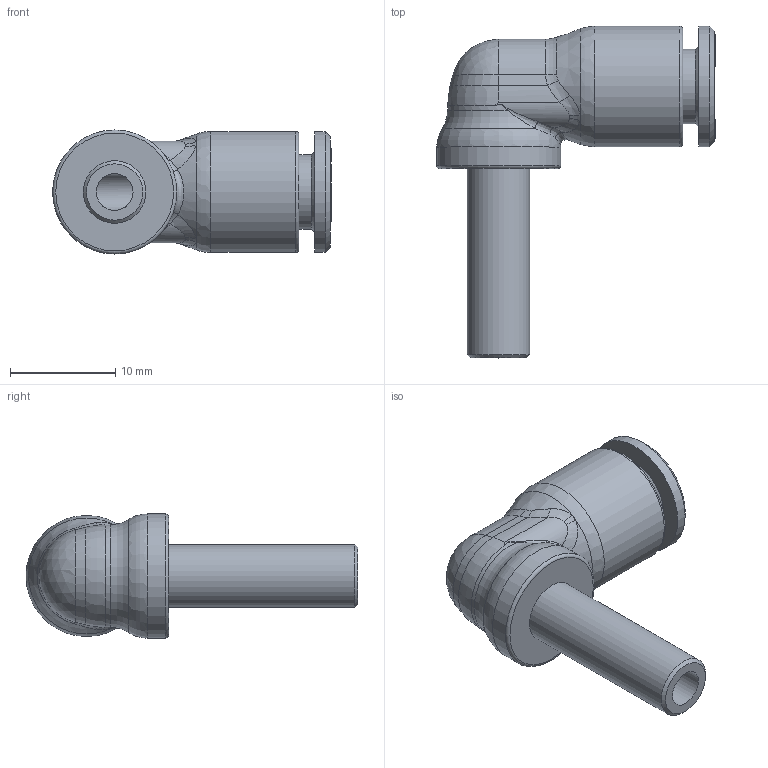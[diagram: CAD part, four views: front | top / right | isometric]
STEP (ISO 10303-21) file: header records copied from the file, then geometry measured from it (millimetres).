
FILE_DESCRIPTION(/* description */ ('STEP AP214'),/* implementation_level */ '2;1');
FILE_NAME(/* name */ 'B0390030',/* time_stamp */ '2023-03-30T15:39:34+02:00',/* author */ ('License CC BY-ND 4.0'),/* organization */ ('CADENAS'),/* preprocessor_version */ 'ST-DEVELOPER v19.3',/* originating_system */ 'PARTsolutions',/* authorisation */ ' ');
FILE_SCHEMA (('AUTOMOTIVE_DESIGN {1 0 10303 214 3 1 1}'));
Length unit declared in the file: millimetre
Products named in the file (1): B0390030
Bounding box: 26.5 x 31.55 x 11.8 mm (x, y, z)
Volume: 2172.5 mm3; surface area: 2210 mm2
Topology: 1 solids, 3 shells, 175 faces, 437 edges, 285 vertices
Faces by surface type: plane 78, bspline 64, cylinder 18, torus 7, cone 7, sphere 1
Full cylindrical faces by diameter (mm): 3.5 x2, 5.95 x1, 6.15 x1, 7.1 x1, 11.5 x2, 11.8 x1
Entity records: 7880 total; most frequent: CARTESIAN_POINT 4204, ORIENTED_EDGE 830, DIRECTION 558, EDGE_CURVE 415, VERTEX_POINT 280, LINE 216, VECTOR 216, EDGE_LOOP 211
